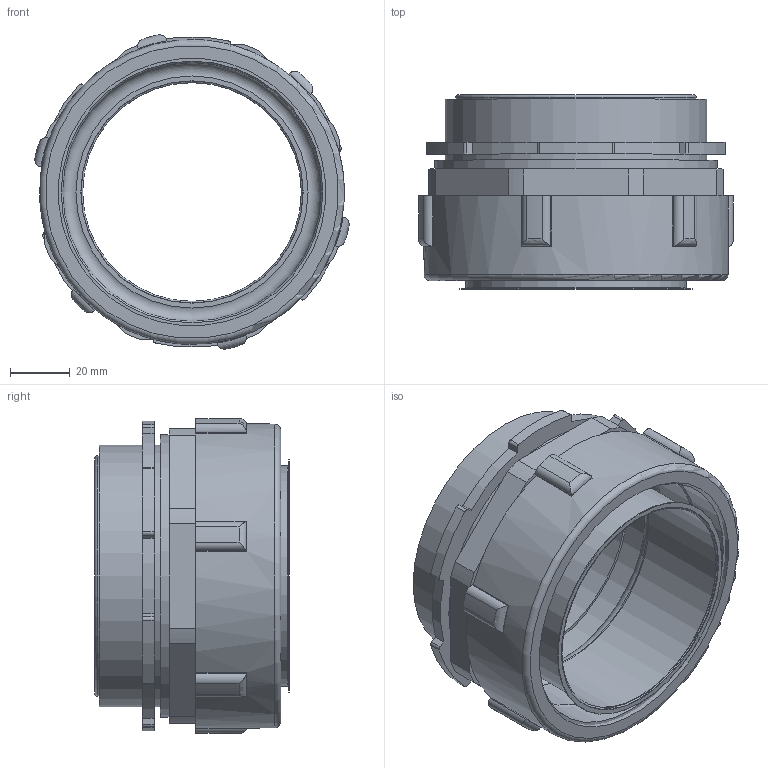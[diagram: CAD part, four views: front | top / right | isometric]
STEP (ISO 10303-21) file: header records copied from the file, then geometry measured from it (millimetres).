
FILE_DESCRIPTION(('STEP AP203'), '1');
FILE_NAME('Ìóôòà ââîäíàÿ äëÿ ìåòàëëîðóêàâà ÂÌ-75 ãàéêà ïîä ãàçîâûé êëþ÷', '', ('UNSPECIFIED'), ('UNSPECIFIED'), 'ASCON STEP Converter 1.6', 'ASCON Math Kernel', '');
FILE_SCHEMA(('CONFIG_CONTROL_DESIGN'));
Length unit declared in the file: millimetre
Products named in the file (1): -08
Bounding box: 105.65 x 65.4 x 105.65 mm (x, y, z)
Volume: 144927.6 mm3; surface area: 118738.5 mm2
Topology: 7 solids, 7 shells, 146 faces, 381 edges, 256 vertices
Faces by surface type: cylinder 71, plane 59, torus 14, cone 2
Full cylindrical faces by diameter (mm): 73.5 x1, 74 x1, 75 x1, 78 x3, 81 x1, 86 x1, 87 x2, 87.5 x1, 87.884 x1, 88 x1, 89 x1, 90 x1, 91 x1, 92 x1, 92.835 x1, 95 x2, 102.5 x1
Entity records: 5888 total; most frequent: CARTESIAN_POINT 1005, DIRECTION 794, ORIENTED_EDGE 700, EDGE_CURVE 350, AXIS2_PLACEMENT_3D 321, VERTEX_POINT 256, EDGE_LOOP 198, CIRCLE 174
